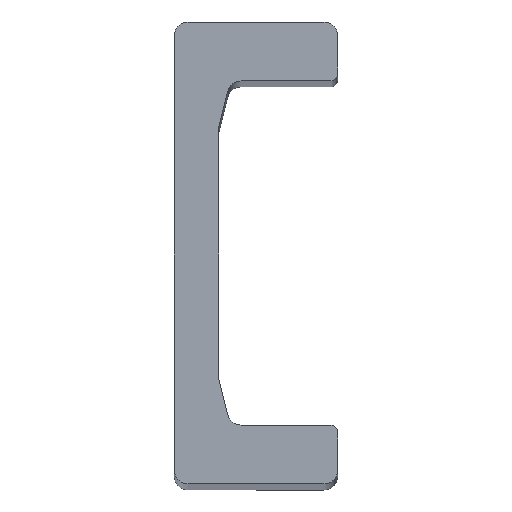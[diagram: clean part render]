
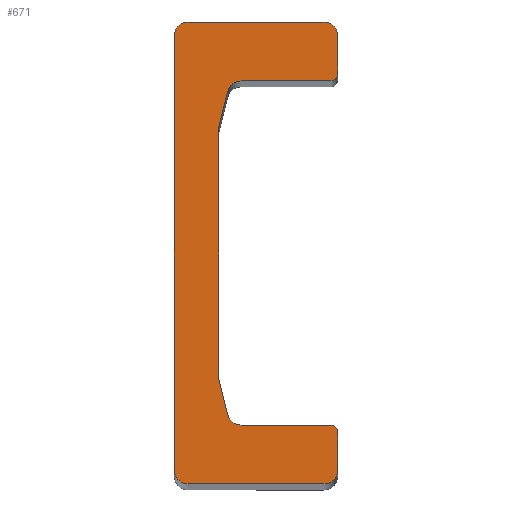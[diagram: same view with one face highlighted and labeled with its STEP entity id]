
A CAD part, top view. The second image highlights one B-rep face of the part: STEP entity #671.
In plain terms, the highlighted planar face has unit normal (0, 0, 1).
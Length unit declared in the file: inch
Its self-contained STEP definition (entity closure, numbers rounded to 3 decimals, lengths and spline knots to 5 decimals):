
#9 = EDGE_CURVE ( 'NONE', #220, #1079, #661, .T. ) ;
#12 = LINE ( 'NONE', #949, #602 ) ;
#14 = VECTOR ( 'NONE', #822, 39.37008 ) ;
#22 = EDGE_CURVE ( 'NONE', #227, #546, #726, .T. ) ;
#37 = ORIENTED_EDGE ( 'NONE', *, *, #982, .T. ) ;
#41 = CARTESIAN_POINT ( 'NONE',  ( -0.76378, 3.73031, 0. ) ) ;
#46 = CIRCLE ( 'NONE', #285, 0.23622 ) ;
#47 = ORIENTED_EDGE ( 'NONE', *, *, #573, .T. ) ;
#48 = AXIS2_PLACEMENT_3D ( 'NONE', #692, #1044, #965 ) ;
#56 = ORIENTED_EDGE ( 'NONE', *, *, #476, .T. ) ;
#60 = CARTESIAN_POINT ( 'NONE',  ( 1.92126, -2.95472, 0. ) ) ;
#63 = PLANE ( 'NONE',  #773 ) ;
#95 = CARTESIAN_POINT ( 'NONE',  ( 1.92126, 2.95472, 0. ) ) ;
#103 = EDGE_CURVE ( 'NONE', #546, #363, #653, .T. ) ;
#104 = LINE ( 'NONE', #431, #429 ) ;
#112 = VECTOR ( 'NONE', #1004, 39.37008 ) ;
#115 = AXIS2_PLACEMENT_3D ( 'NONE', #779, #953, #681 ) ;
#137 = VERTEX_POINT ( 'NONE', #244 ) ;
#156 = EDGE_CURVE ( 'NONE', #885, #274, #1001, .T. ) ;
#159 = DIRECTION ( 'NONE',  ( 1., 0., 0. ) ) ;
#171 = DIRECTION ( 'NONE',  ( -1., 0., 0. ) ) ;
#172 = ORIENTED_EDGE ( 'NONE', *, *, #667, .T. ) ;
#185 = DIRECTION ( 'NONE',  ( 0., 0., 1. ) ) ;
#186 = CARTESIAN_POINT ( 'NONE',  ( -0.52756, 3.96654, 0. ) ) ;
#187 = EDGE_CURVE ( 'NONE', #707, #631, #532, .T. ) ;
#193 = VECTOR ( 'NONE', #686, 39.37008 ) ;
#201 = DIRECTION ( 'NONE',  ( 0., 0., -1. ) ) ;
#207 = VECTOR ( 'NONE', #916, 39.37008 ) ;
#215 = VERTEX_POINT ( 'NONE', #938 ) ;
#219 = CARTESIAN_POINT ( 'NONE',  ( 1.80315, 3.96654, 0. ) ) ;
#220 = VERTEX_POINT ( 'NONE', #674 ) ;
#224 = ORIENTED_EDGE ( 'NONE', *, *, #22, .T. ) ;
#227 = VERTEX_POINT ( 'NONE', #1100 ) ;
#234 = CARTESIAN_POINT ( 'NONE',  ( 1.92126, 2.95472, 0. ) ) ;
#244 = CARTESIAN_POINT ( 'NONE',  ( 0.15212, 2.7758, 0. ) ) ;
#257 = DIRECTION ( 'NONE',  ( 1., 0., 0. ) ) ;
#258 = CARTESIAN_POINT ( 'NONE',  ( -0.52756, -3.73031, 0. ) ) ;
#262 = LINE ( 'NONE', #954, #428 ) ;
#274 = VERTEX_POINT ( 'NONE', #709 ) ;
#279 = DIRECTION ( 'NONE',  ( 1., 0., 0. ) ) ;
#282 = CIRCLE ( 'NONE', #115, 0.23622 ) ;
#285 = AXIS2_PLACEMENT_3D ( 'NONE', #425, #422, #171 ) ;
#299 = VERTEX_POINT ( 'NONE', #837 ) ;
#308 = EDGE_LOOP ( 'NONE', ( #47, #787, #172, #1009, #56, #37, #1003, #815, #389, #224, #500, #888, #374, #809, #609, #541, #762, #624 ) ) ;
#328 = AXIS2_PLACEMENT_3D ( 'NONE', #499, #772, #945 ) ;
#332 = DIRECTION ( 'NONE',  ( -1., 0., 0. ) ) ;
#342 = CARTESIAN_POINT ( 'NONE',  ( 0.38129, 2.7185, 0. ) ) ;
#350 = CARTESIAN_POINT ( 'NONE',  ( 0.38129, 2.95472, 0. ) ) ;
#363 = VERTEX_POINT ( 'NONE', #662 ) ;
#374 = ORIENTED_EDGE ( 'NONE', *, *, #9, .T. ) ;
#389 = ORIENTED_EDGE ( 'NONE', *, *, #862, .T. ) ;
#400 = CARTESIAN_POINT ( 'NONE',  ( 1.92126, -3.07283, 0. ) ) ;
#407 = FACE_OUTER_BOUND ( 'NONE', #308, .T. ) ;
#413 = CARTESIAN_POINT ( 'NONE',  ( -0.76378, 3.73031, 0. ) ) ;
#422 = DIRECTION ( 'NONE',  ( 0., 0., 1. ) ) ;
#425 = CARTESIAN_POINT ( 'NONE',  ( -0.52756, 3.73031, 0. ) ) ;
#428 = VECTOR ( 'NONE', #578, 39.37008 ) ;
#429 = VECTOR ( 'NONE', #849, 39.37008 ) ;
#431 = CARTESIAN_POINT ( 'NONE',  ( 1.80315, 3.96654, 0. ) ) ;
#456 = VERTEX_POINT ( 'NONE', #860 ) ;
#476 = EDGE_CURVE ( 'NONE', #631, #456, #585, .T. ) ;
#499 = CARTESIAN_POINT ( 'NONE',  ( 1.80315, -3.73031, 0. ) ) ;
#500 = ORIENTED_EDGE ( 'NONE', *, *, #103, .T. ) ;
#506 = DIRECTION ( 'NONE',  ( 1., 0., 0. ) ) ;
#509 = EDGE_CURVE ( 'NONE', #215, #299, #282, .T. ) ;
#513 = LINE ( 'NONE', #413, #959 ) ;
#524 = AXIS2_PLACEMENT_3D ( 'NONE', #258, #566, #506 ) ;
#532 = CIRCLE ( 'NONE', #601, 0.11811 ) ;
#541 = ORIENTED_EDGE ( 'NONE', *, *, #509, .T. ) ;
#546 = VERTEX_POINT ( 'NONE', #715 ) ;
#553 = VECTOR ( 'NONE', #159, 39.37008 ) ;
#559 = DIRECTION ( 'NONE',  ( 0., 0., 1. ) ) ;
#563 = CARTESIAN_POINT ( 'NONE',  ( 0., 2.16732, 0. ) ) ;
#566 = DIRECTION ( 'NONE',  ( 0., 0., 1. ) ) ;
#573 = EDGE_CURVE ( 'NONE', #274, #137, #980, .T. ) ;
#578 = DIRECTION ( 'NONE',  ( -0.243, 0.97, 0. ) ) ;
#585 = LINE ( 'NONE', #690, #193 ) ;
#587 = CARTESIAN_POINT ( 'NONE',  ( 1.92126, 3.07283, 0. ) ) ;
#590 = VERTEX_POINT ( 'NONE', #60 ) ;
#597 = DIRECTION ( 'NONE',  ( 0., -1., 0. ) ) ;
#601 = AXIS2_PLACEMENT_3D ( 'NONE', #587, #185, #332 ) ;
#602 = VECTOR ( 'NONE', #776, 39.37008 ) ;
#609 = ORIENTED_EDGE ( 'NONE', *, *, #846, .T. ) ;
#611 = EDGE_CURVE ( 'NONE', #1079, #590, #676, .T. ) ;
#619 = CIRCLE ( 'NONE', #328, 0.23622 ) ;
#624 = ORIENTED_EDGE ( 'NONE', *, *, #156, .T. ) ;
#631 = VERTEX_POINT ( 'NONE', #659 ) ;
#634 = CARTESIAN_POINT ( 'NONE',  ( 0., 2.16732, 0. ) ) ;
#645 = DIRECTION ( 'NONE',  ( 1., 0., 0. ) ) ;
#646 = CARTESIAN_POINT ( 'NONE',  ( 2.03937, -3.73031, 0. ) ) ;
#653 = LINE ( 'NONE', #1013, #112 ) ;
#659 = CARTESIAN_POINT ( 'NONE',  ( 2.03937, 3.07283, 0. ) ) ;
#661 = LINE ( 'NONE', #646, #1022 ) ;
#662 = CARTESIAN_POINT ( 'NONE',  ( 1.80315, -3.96654, 0. ) ) ;
#667 = EDGE_CURVE ( 'NONE', #795, #707, #840, .T. ) ;
#671 = ADVANCED_FACE ( 'NONE', ( #407 ), #63, .T. ) ;
#674 = CARTESIAN_POINT ( 'NONE',  ( 2.03937, -3.73031, 0. ) ) ;
#676 = CIRCLE ( 'NONE', #898, 0.11811 ) ;
#677 = CIRCLE ( 'NONE', #1084, 0.23622 ) ;
#681 = DIRECTION ( 'NONE',  ( -1., 0., 0. ) ) ;
#686 = DIRECTION ( 'NONE',  ( 0., 1., 0. ) ) ;
#690 = CARTESIAN_POINT ( 'NONE',  ( 2.03937, 3.73031, 0. ) ) ;
#692 = CARTESIAN_POINT ( 'NONE',  ( 1.80315, 3.73031, 0. ) ) ;
#707 = VERTEX_POINT ( 'NONE', #95 ) ;
#709 = CARTESIAN_POINT ( 'NONE',  ( 0., 2.16732, 0. ) ) ;
#715 = CARTESIAN_POINT ( 'NONE',  ( -0.52756, -3.96654, 0. ) ) ;
#722 = EDGE_CURVE ( 'NONE', #299, #885, #262, .T. ) ;
#726 = CIRCLE ( 'NONE', #524, 0.23622 ) ;
#740 = EDGE_CURVE ( 'NONE', #847, #913, #46, .T. ) ;
#759 = EDGE_CURVE ( 'NONE', #363, #220, #619, .T. ) ;
#762 = ORIENTED_EDGE ( 'NONE', *, *, #722, .T. ) ;
#772 = DIRECTION ( 'NONE',  ( 0., 0., 1. ) ) ;
#773 = AXIS2_PLACEMENT_3D ( 'NONE', #342, #935, #257 ) ;
#774 = CARTESIAN_POINT ( 'NONE',  ( 2.03937, -3.07283, 0. ) ) ;
#776 = DIRECTION ( 'NONE',  ( -1., 0., 0. ) ) ;
#779 = CARTESIAN_POINT ( 'NONE',  ( 0.38129, -2.7185, 0. ) ) ;
#787 = ORIENTED_EDGE ( 'NONE', *, *, #947, .T. ) ;
#795 = VERTEX_POINT ( 'NONE', #350 ) ;
#807 = CIRCLE ( 'NONE', #48, 0.23622 ) ;
#809 = ORIENTED_EDGE ( 'NONE', *, *, #611, .T. ) ;
#815 = ORIENTED_EDGE ( 'NONE', *, *, #740, .T. ) ;
#822 = DIRECTION ( 'NONE',  ( 0.243, 0.97, 0. ) ) ;
#837 = CARTESIAN_POINT ( 'NONE',  ( 0.15212, -2.7758, 0. ) ) ;
#840 = LINE ( 'NONE', #234, #553 ) ;
#846 = EDGE_CURVE ( 'NONE', #590, #215, #12, .T. ) ;
#847 = VERTEX_POINT ( 'NONE', #186 ) ;
#849 = DIRECTION ( 'NONE',  ( -1., 0., 0. ) ) ;
#860 = CARTESIAN_POINT ( 'NONE',  ( 2.03937, 3.73031, 0. ) ) ;
#862 = EDGE_CURVE ( 'NONE', #913, #227, #513, .T. ) ;
#885 = VERTEX_POINT ( 'NONE', #964 ) ;
#888 = ORIENTED_EDGE ( 'NONE', *, *, #759, .T. ) ;
#898 = AXIS2_PLACEMENT_3D ( 'NONE', #400, #559, #645 ) ;
#913 = VERTEX_POINT ( 'NONE', #41 ) ;
#916 = DIRECTION ( 'NONE',  ( 0., 1., 0. ) ) ;
#935 = DIRECTION ( 'NONE',  ( 0., 0., 1. ) ) ;
#938 = CARTESIAN_POINT ( 'NONE',  ( 0.38129, -2.95472, 0. ) ) ;
#945 = DIRECTION ( 'NONE',  ( -1., 0., 0. ) ) ;
#947 = EDGE_CURVE ( 'NONE', #137, #795, #677, .T. ) ;
#949 = CARTESIAN_POINT ( 'NONE',  ( 1.92126, -2.95472, 0. ) ) ;
#953 = DIRECTION ( 'NONE',  ( 0., 0., -1. ) ) ;
#954 = CARTESIAN_POINT ( 'NONE',  ( 0., -2.16732, 0. ) ) ;
#959 = VECTOR ( 'NONE', #597, 39.37008 ) ;
#964 = CARTESIAN_POINT ( 'NONE',  ( 0., -2.16732, 0. ) ) ;
#965 = DIRECTION ( 'NONE',  ( 1., 0., 0. ) ) ;
#980 = LINE ( 'NONE', #634, #14 ) ;
#981 = VERTEX_POINT ( 'NONE', #219 ) ;
#982 = EDGE_CURVE ( 'NONE', #456, #981, #807, .T. ) ;
#1001 = LINE ( 'NONE', #563, #207 ) ;
#1003 = ORIENTED_EDGE ( 'NONE', *, *, #1077, .T. ) ;
#1004 = DIRECTION ( 'NONE',  ( 1., 0., 0. ) ) ;
#1009 = ORIENTED_EDGE ( 'NONE', *, *, #187, .T. ) ;
#1013 = CARTESIAN_POINT ( 'NONE',  ( 1.80315, -3.96654, 0. ) ) ;
#1018 = DIRECTION ( 'NONE',  ( 0., 1., 0. ) ) ;
#1022 = VECTOR ( 'NONE', #1018, 39.37008 ) ;
#1044 = DIRECTION ( 'NONE',  ( 0., 0., 1. ) ) ;
#1069 = CARTESIAN_POINT ( 'NONE',  ( 0.38129, 2.7185, 0. ) ) ;
#1077 = EDGE_CURVE ( 'NONE', #981, #847, #104, .T. ) ;
#1079 = VERTEX_POINT ( 'NONE', #774 ) ;
#1084 = AXIS2_PLACEMENT_3D ( 'NONE', #1069, #201, #279 ) ;
#1100 = CARTESIAN_POINT ( 'NONE',  ( -0.76378, -3.73031, 0. ) ) ;
